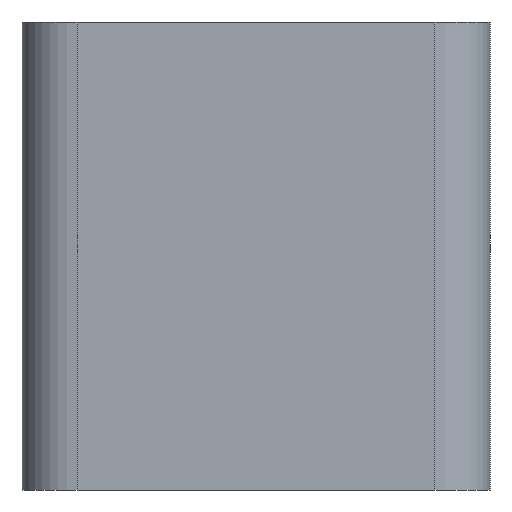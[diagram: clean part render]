
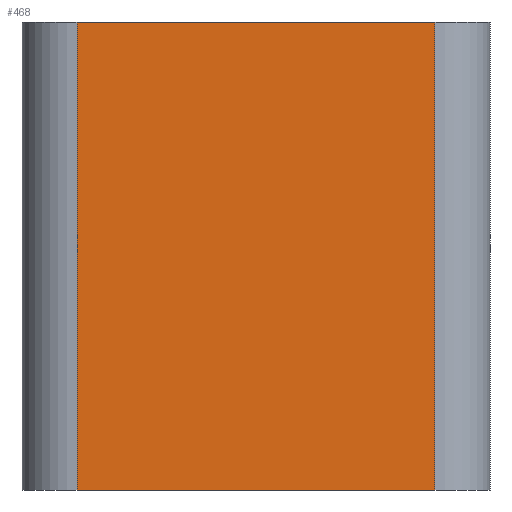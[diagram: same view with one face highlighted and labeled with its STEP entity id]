
A CAD part, left-side view. The second image highlights one B-rep face of the part: STEP entity #468.
In plain terms, the highlighted planar face has unit normal (-1, 0, 0).
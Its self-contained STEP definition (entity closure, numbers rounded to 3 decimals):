
#10 = CARTESIAN_POINT ( 'NONE',  ( -42.5, -42.5, 85. ) ) ;
#33 = VECTOR ( 'NONE', #835, 1000. ) ;
#58 = ORIENTED_EDGE ( 'NONE', *, *, #783, .T. ) ;
#142 = CARTESIAN_POINT ( 'NONE',  ( -42.5, -32.5, 85. ) ) ;
#161 = VECTOR ( 'NONE', #1708, 1000. ) ;
#205 = AXIS2_PLACEMENT_3D ( 'NONE', #10, #1233, #1375 ) ;
#209 = LINE ( 'NONE', #1231, #33 ) ;
#211 = LINE ( 'NONE', #1161, #161 ) ;
#253 = ORIENTED_EDGE ( 'NONE', *, *, #385, .T. ) ;
#278 = VERTEX_POINT ( 'NONE', #1300 ) ;
#289 = EDGE_CURVE ( 'NONE', #1060, #1457, #463, .T. ) ;
#317 = ORIENTED_EDGE ( 'NONE', *, *, #289, .T. ) ;
#338 = LINE ( 'NONE', #142, #1282 ) ;
#385 = EDGE_CURVE ( 'NONE', #1687, #278, #338, .T. ) ;
#463 = LINE ( 'NONE', #1172, #618 ) ;
#468 = ADVANCED_FACE ( 'NONE', ( #1637 ), #1226, .F. ) ;
#618 = VECTOR ( 'NONE', #1164, 1000. ) ;
#690 = ORIENTED_EDGE ( 'NONE', *, *, #1079, .F. ) ;
#783 = EDGE_CURVE ( 'NONE', #1457, #1687, #211, .T. ) ;
#801 = CARTESIAN_POINT ( 'NONE',  ( -42.5, 32.5, 0. ) ) ;
#835 = DIRECTION ( 'NONE',  ( 0., -1., 0. ) ) ;
#1060 = VERTEX_POINT ( 'NONE', #1349 ) ;
#1079 = EDGE_CURVE ( 'NONE', #1060, #278, #209, .T. ) ;
#1085 = DIRECTION ( 'NONE',  ( 0., 0., 1. ) ) ;
#1161 = CARTESIAN_POINT ( 'NONE',  ( -42.5, -42.5, 0. ) ) ;
#1163 = EDGE_LOOP ( 'NONE', ( #690, #317, #58, #253 ) ) ;
#1164 = DIRECTION ( 'NONE',  ( 0., 0., -1. ) ) ;
#1172 = CARTESIAN_POINT ( 'NONE',  ( -42.5, 32.5, 85. ) ) ;
#1226 = PLANE ( 'NONE',  #205 ) ;
#1231 = CARTESIAN_POINT ( 'NONE',  ( -42.5, -42.5, 85. ) ) ;
#1233 = DIRECTION ( 'NONE',  ( 1., 0., 0. ) ) ;
#1282 = VECTOR ( 'NONE', #1085, 1000. ) ;
#1300 = CARTESIAN_POINT ( 'NONE',  ( -42.5, -32.5, 85. ) ) ;
#1349 = CARTESIAN_POINT ( 'NONE',  ( -42.5, 32.5, 85. ) ) ;
#1375 = DIRECTION ( 'NONE',  ( 0., 0., -1. ) ) ;
#1383 = CARTESIAN_POINT ( 'NONE',  ( -42.5, -32.5, 0. ) ) ;
#1457 = VERTEX_POINT ( 'NONE', #801 ) ;
#1637 = FACE_OUTER_BOUND ( 'NONE', #1163, .T. ) ;
#1687 = VERTEX_POINT ( 'NONE', #1383 ) ;
#1708 = DIRECTION ( 'NONE',  ( 0., -1., 0. ) ) ;
